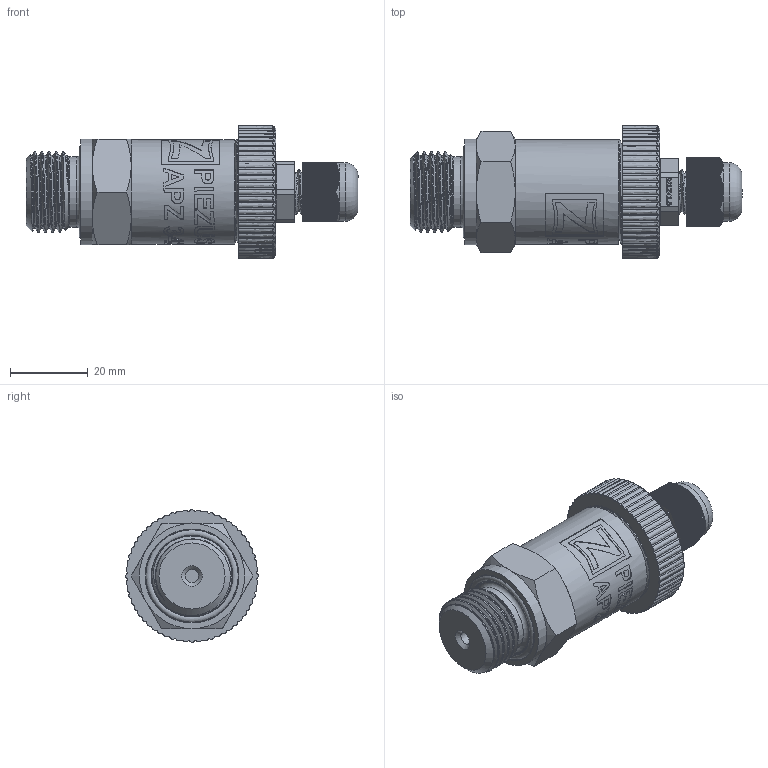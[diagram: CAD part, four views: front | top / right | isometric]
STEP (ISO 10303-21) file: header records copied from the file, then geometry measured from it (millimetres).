
FILE_DESCRIPTION(/* description */ (''),/* implementation_level */ '2;1');
FILE_NAME(/* name */ 'APZ3420_G1`2DIN_CableGland.step',/* time_stamp */ '2021-06-08T16:46:56+03:00',/* author */ (''),/* organization */ (''),/* preprocessor_version */ 'ST-DEVELOPER v18.1',/* originating_system */ 'Autodesk Translation Framework v10.9.0.1377',/* authorisation */ '');
FILE_SCHEMA (('AUTOMOTIVE_DESIGN { 1 0 10303 214 3 1 1 }'));
Products named in the file (8): (Unsaved); G1/2 DIN; OMAL nut M27x1.5 v8; Ш100.000.001 v3; M12x1.5 Cable gland v3; Cable gland; Rubber gasket; M12 Domed nut
Assembly tree (7 placements, depth 3):
  (Unsaved)
    G1/2 DIN
    OMAL nut M27x1.5 v8
    Ш100.000.001 v3
    M12x1.5 Cable gland v3
      Cable gland
      Rubber gasket
      M12 Domed nut
Bounding box: 85.16 x 34 x 34 mm (x, y, z)
Volume: 38271 mm3; surface area: 16864.6 mm2
Topology: 7 solids, 7 shells, 2674 faces, 7802 edges, 5186 vertices
Faces by surface type: plane 1479, cylinder 762, bspline 400, cone 23, torus 9, sphere 1
Full cylindrical faces by diameter (mm): 1 x6, 3.3 x1, 7.5 x1, 8 x1, 9.976 x5, 10 x6, 10.376 x4, 10.526 x1, 11.6 x4, 12 x5, 12.6 x1, 15 x1, 17 x1, 18 x1, 18.631 x4, 20.956 x1, 21.4 x2, 23.7 x1, 24.5 x1, 25.132 x4, 25.526 x4, 26.85 x4, 27 x1, 27.208 x5
Entity records: 120817 total; most frequent: CARTESIAN_POINT 52074, ORIENTED_EDGE 15604, DIRECTION 12754, EDGE_CURVE 7802, VERTEX_POINT 5186, LINE 4448, VECTOR 4448, AXIS2_PLACEMENT_3D 4153
